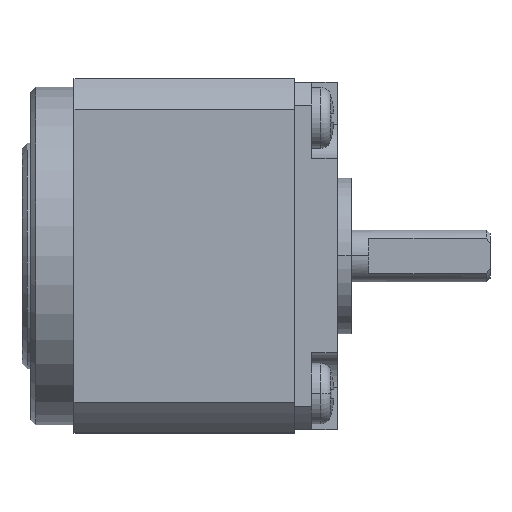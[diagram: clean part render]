
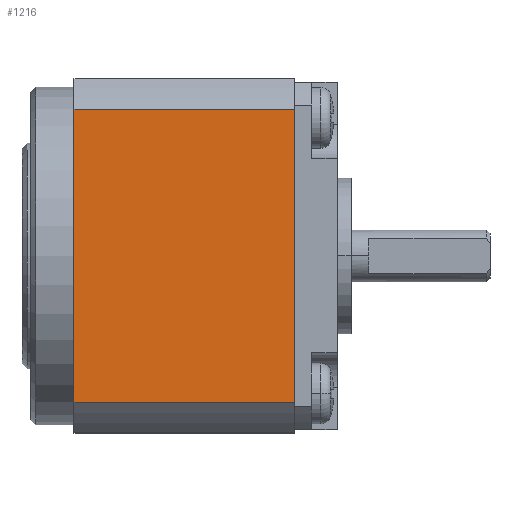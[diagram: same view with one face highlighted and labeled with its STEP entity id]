
A CAD part, top view. The second image highlights one B-rep face of the part: STEP entity #1216.
In plain terms, the highlighted planar face has unit normal (0, 0, 1).
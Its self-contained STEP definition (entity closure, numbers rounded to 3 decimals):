
#128 = LINE ( 'NONE', #5733, #5223 ) ;
#428 = DIRECTION ( 'NONE',  ( 0., 0., -1. ) ) ;
#712 = CARTESIAN_POINT ( 'NONE',  ( -4.3, 8.457, 10.2 ) ) ;
#831 = LINE ( 'NONE', #3179, #5542 ) ;
#842 = LINE ( 'NONE', #6547, #4424 ) ;
#1216 = ADVANCED_FACE ( 'NONE', ( #1620 ), #6158, .F. ) ;
#1512 = VERTEX_POINT ( 'NONE', #2477 ) ;
#1525 = LINE ( 'NONE', #3572, #5474 ) ;
#1620 = FACE_OUTER_BOUND ( 'NONE', #5226, .T. ) ;
#2089 = DIRECTION ( 'NONE',  ( 1., 0., 0. ) ) ;
#2111 = DIRECTION ( 'NONE',  ( 0., 1., 0. ) ) ;
#2144 = EDGE_CURVE ( 'NONE', #3494, #3609, #831, .T. ) ;
#2477 = CARTESIAN_POINT ( 'NONE',  ( 8.4, 8.457, 10.2 ) ) ;
#2508 = DIRECTION ( 'NONE',  ( 0., 1., 0. ) ) ;
#2864 = EDGE_CURVE ( 'NONE', #3609, #1512, #128, .T. ) ;
#3102 = DIRECTION ( 'NONE',  ( 0., 1., 0. ) ) ;
#3167 = ORIENTED_EDGE ( 'NONE', *, *, #2864, .F. ) ;
#3179 = CARTESIAN_POINT ( 'NONE',  ( -4.3, -8.457, 10.2 ) ) ;
#3457 = VERTEX_POINT ( 'NONE', #4588 ) ;
#3494 = VERTEX_POINT ( 'NONE', #5699 ) ;
#3524 = CARTESIAN_POINT ( 'NONE',  ( -6.801, -8.457, 10.2 ) ) ;
#3572 = CARTESIAN_POINT ( 'NONE',  ( 8.4, -8.457, 10.2 ) ) ;
#3609 = VERTEX_POINT ( 'NONE', #712 ) ;
#3770 = AXIS2_PLACEMENT_3D ( 'NONE', #3524, #428, #2508 ) ;
#4311 = ORIENTED_EDGE ( 'NONE', *, *, #2144, .F. ) ;
#4424 = VECTOR ( 'NONE', #6077, 1000. ) ;
#4588 = CARTESIAN_POINT ( 'NONE',  ( 8.4, -8.457, 10.2 ) ) ;
#5054 = ORIENTED_EDGE ( 'NONE', *, *, #6163, .T. ) ;
#5223 = VECTOR ( 'NONE', #2089, 1000. ) ;
#5226 = EDGE_LOOP ( 'NONE', ( #6280, #5054, #3167, #4311 ) ) ;
#5474 = VECTOR ( 'NONE', #3102, 1000. ) ;
#5542 = VECTOR ( 'NONE', #2111, 1000. ) ;
#5699 = CARTESIAN_POINT ( 'NONE',  ( -4.3, -8.457, 10.2 ) ) ;
#5733 = CARTESIAN_POINT ( 'NONE',  ( -6.801, 8.457, 10.2 ) ) ;
#6029 = EDGE_CURVE ( 'NONE', #3494, #3457, #842, .T. ) ;
#6077 = DIRECTION ( 'NONE',  ( 1., 0., 0. ) ) ;
#6158 = PLANE ( 'NONE',  #3770 ) ;
#6163 = EDGE_CURVE ( 'NONE', #3457, #1512, #1525, .T. ) ;
#6280 = ORIENTED_EDGE ( 'NONE', *, *, #6029, .T. ) ;
#6547 = CARTESIAN_POINT ( 'NONE',  ( -6.801, -8.457, 10.2 ) ) ;
